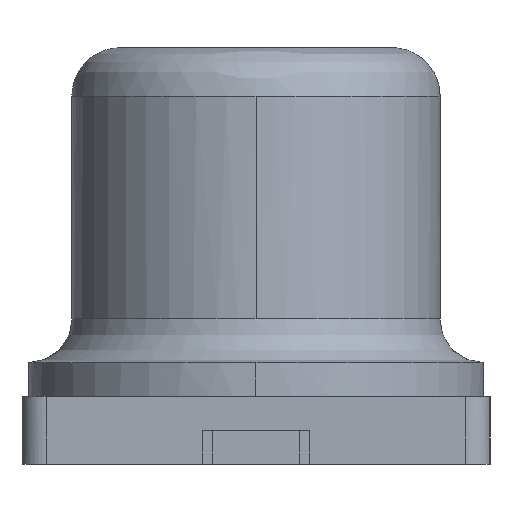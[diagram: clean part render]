
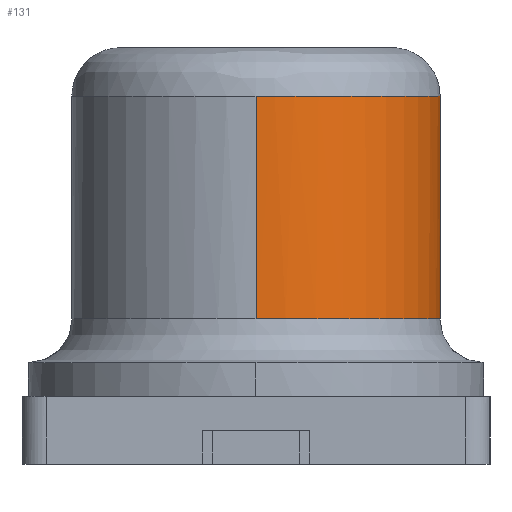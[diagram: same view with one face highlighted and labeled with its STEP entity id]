
A CAD part, left-side view. The second image highlights one B-rep face of the part: STEP entity #131.
In plain terms, the highlighted free-form (B-spline) face has degree [2, 1] with [9, 2] control points.
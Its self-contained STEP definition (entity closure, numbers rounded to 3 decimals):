
#131=ADVANCED_FACE('',(#188),#1184,.T.);
#188=FACE_OUTER_BOUND('',#245,.T.);
#245=EDGE_LOOP('',(#314,#315,#316,#317));
#314=ORIENTED_EDGE('',*,*,#622,.T.);
#315=ORIENTED_EDGE('',*,*,#623,.T.);
#316=ORIENTED_EDGE('',*,*,#624,.T.);
#317=ORIENTED_EDGE('',*,*,#625,.T.);
#622=EDGE_CURVE('',#1008,#1009,#972,.T.);
#623=EDGE_CURVE('',#1009,#1010,#807,.T.);
#624=EDGE_CURVE('',#1010,#1011,#973,.T.);
#625=EDGE_CURVE('',#1011,#1008,#808,.T.);
#807=B_SPLINE_CURVE_WITH_KNOTS('',1,(#2040,#2041),.UNSPECIFIED.,.F.,.F.,
(2,2),(0.,2.3),.UNSPECIFIED.);
#808=B_SPLINE_CURVE_WITH_KNOTS('',1,(#2045,#2046),.UNSPECIFIED.,.F.,.F.,
(2,2),(0.,2.3),.UNSPECIFIED.);
#972=(
BOUNDED_CURVE()
B_SPLINE_CURVE(2,(#2037,#2038,#2039),.UNSPECIFIED.,.F.,.F.)
B_SPLINE_CURVE_WITH_KNOTS((3,3),(0.,3.8),.UNSPECIFIED.)
CURVE()
GEOMETRIC_REPRESENTATION_ITEM()
RATIONAL_B_SPLINE_CURVE((1.,0.707,1.))
REPRESENTATION_ITEM('')
);
#973=(
BOUNDED_CURVE()
B_SPLINE_CURVE(2,(#2042,#2043,#2044),.UNSPECIFIED.,.F.,.F.)
B_SPLINE_CURVE_WITH_KNOTS((3,3),(0.,3.8),.UNSPECIFIED.)
CURVE()
GEOMETRIC_REPRESENTATION_ITEM()
RATIONAL_B_SPLINE_CURVE((1.,0.707,1.))
REPRESENTATION_ITEM('')
);
#1008=VERTEX_POINT('',#1981);
#1009=VERTEX_POINT('',#1982);
#1010=VERTEX_POINT('',#1983);
#1011=VERTEX_POINT('',#1984);
#1184=(
BOUNDED_SURFACE()
B_SPLINE_SURFACE(2,1,((#1464,#1465),(#1466,#1467),(#1468,#1469),(#1470,
#1471),(#1472,#1473),(#1474,#1475),(#1476,#1477),(#1478,#1479),(#1480,#1481)),
 .UNSPECIFIED.,.T.,.F.,.F.)
B_SPLINE_SURFACE_WITH_KNOTS((3,2,2,2,3),(2,2),(0.,1.571,3.142,
4.712,6.283),(0.,2.76),.UNSPECIFIED.)
GEOMETRIC_REPRESENTATION_ITEM()
RATIONAL_B_SPLINE_SURFACE(((1.,1.),(0.707,0.707),
(1.,1.),(0.707,0.707),(1.,1.),(0.707,
0.707),(1.,1.),(0.707,0.707),(1.,1.)))
REPRESENTATION_ITEM('')
SURFACE()
);
#1464=CARTESIAN_POINT('',(-1.3,0.,4.03));
#1465=CARTESIAN_POINT('',(-1.3,0.,1.27));
#1466=CARTESIAN_POINT('',(-1.3,-1.9,4.03));
#1467=CARTESIAN_POINT('',(-1.3,-1.9,1.27));
#1468=CARTESIAN_POINT('',(-3.2,-1.9,4.03));
#1469=CARTESIAN_POINT('',(-3.2,-1.9,1.27));
#1470=CARTESIAN_POINT('',(-5.1,-1.9,4.03));
#1471=CARTESIAN_POINT('',(-5.1,-1.9,1.27));
#1472=CARTESIAN_POINT('',(-5.1,0.,4.03));
#1473=CARTESIAN_POINT('',(-5.1,0.,1.27));
#1474=CARTESIAN_POINT('',(-5.1,1.9,4.03));
#1475=CARTESIAN_POINT('',(-5.1,1.9,1.27));
#1476=CARTESIAN_POINT('',(-3.2,1.9,4.03));
#1477=CARTESIAN_POINT('',(-3.2,1.9,1.27));
#1478=CARTESIAN_POINT('',(-1.3,1.9,4.03));
#1479=CARTESIAN_POINT('',(-1.3,1.9,1.27));
#1480=CARTESIAN_POINT('',(-1.3,0.,4.03));
#1481=CARTESIAN_POINT('',(-1.3,0.,1.27));
#1981=CARTESIAN_POINT('',(-3.2,-1.9,3.8));
#1982=CARTESIAN_POINT('',(-5.1,0.,3.8));
#1983=CARTESIAN_POINT('',(-5.1,0.,1.5));
#1984=CARTESIAN_POINT('',(-3.2,-1.9,1.5));
#2037=CARTESIAN_POINT('',(-3.2,-1.9,3.8));
#2038=CARTESIAN_POINT('',(-5.1,-1.9,3.8));
#2039=CARTESIAN_POINT('',(-5.1,0.,3.8));
#2040=CARTESIAN_POINT('',(-5.1,0.,3.8));
#2041=CARTESIAN_POINT('',(-5.1,0.,1.5));
#2042=CARTESIAN_POINT('',(-5.1,0.,1.5));
#2043=CARTESIAN_POINT('',(-5.1,-1.9,1.5));
#2044=CARTESIAN_POINT('',(-3.2,-1.9,1.5));
#2045=CARTESIAN_POINT('',(-3.2,-1.9,1.5));
#2046=CARTESIAN_POINT('',(-3.2,-1.9,3.8));
